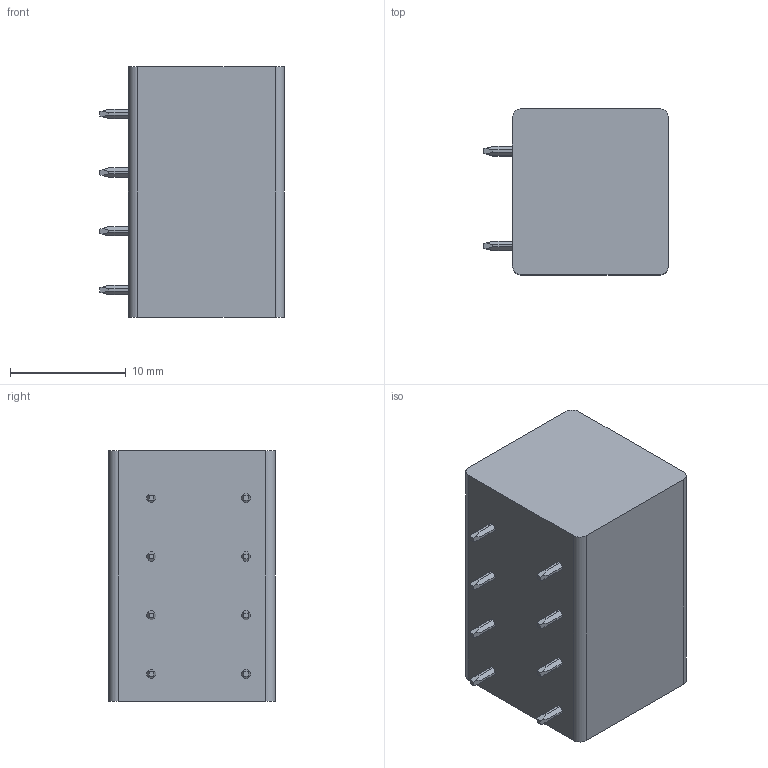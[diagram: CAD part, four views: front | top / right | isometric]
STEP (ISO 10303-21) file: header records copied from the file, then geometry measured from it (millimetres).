
FILE_DESCRIPTION (( 'STEP AP203' ), '1' );
FILE_NAME ('MPX420-508404.STEP', '2018-07-18T00:37:43', ( 'AcerPC' ), ( 'DECA' ), 'SwSTEP 2.0', 'SolidWorks 2012', '' );
FILE_SCHEMA (( 'CONFIG_CONTROL_DESIGN' ));
Length unit declared in the file: millimetre
Products named in the file (1): MPX420-508404
Bounding box: 16 x 14.4 x 21.72 mm (x, y, z)
Volume: 4133.3 mm3; surface area: 1708.8 mm2
Topology: 1 solids, 1 shells, 162 faces, 432 edges, 288 vertices
Faces by surface type: plane 134, cylinder 28
Full cylindrical faces by diameter (mm): 4 x4
Entity records: 5057 total; most frequent: CARTESIAN_POINT 943, ORIENTED_EDGE 856, DIRECTION 778, EDGE_CURVE 428, VECTOR 372, LINE 372, VERTEX_POINT 288, AXIS2_PLACEMENT_3D 203
